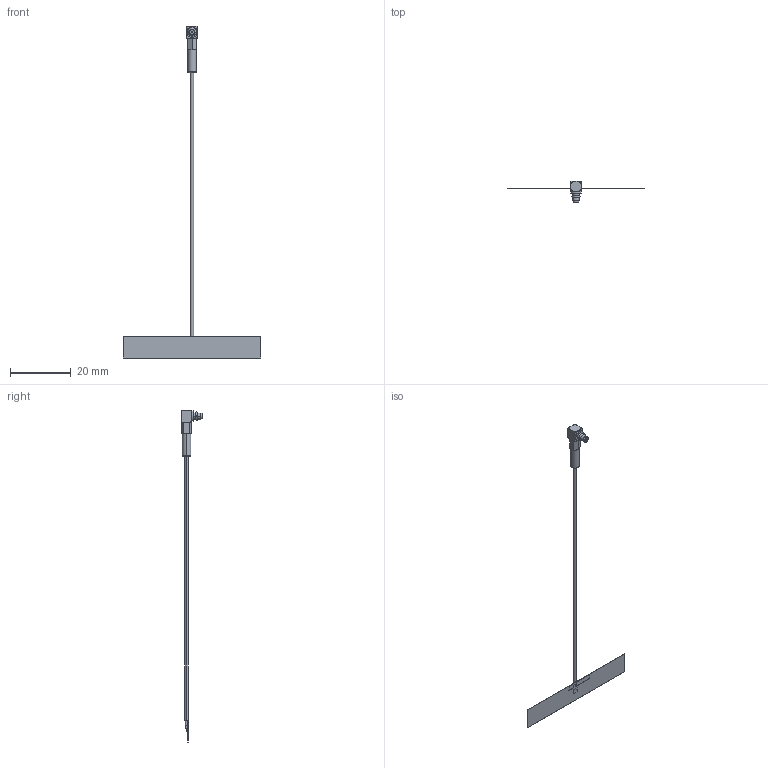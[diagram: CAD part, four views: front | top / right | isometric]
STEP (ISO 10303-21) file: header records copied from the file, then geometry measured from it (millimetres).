
FILE_DESCRIPTION (( 'STEP AP214' ), '1' );
FILE_NAME ('ANT-2.4-FPC-LH100MX.STEP', '2023-01-11T00:33:08', ( '' ), ( '' ), 'SwSTEP 2.0', 'SolidWorks 2021', '' );
FILE_SCHEMA (( 'AUTOMOTIVE_DESIGN' ));
Length unit declared in the file: millimetre
Products named in the file (3): ANT-2.4-FPC-LH(LV)_LH; MMCX; ANT-2.4-FPC-LH100MX
Assembly tree (2 placements, depth 2):
  ANT-2.4-FPC-LH100MX
    ANT-2.4-FPC-LH(LV)_LH
    MMCX
Bounding box: 45.2 x 7.1 x 109.2 mm (x, y, z)
Volume: 255.6 mm3; surface area: 1262 mm2
Topology: 11 solids, 11 shells, 112 faces, 235 edges, 152 vertices
Faces by surface type: plane 72, cylinder 24, torus 12, cone 4
Entity records: 3259 total; most frequent: CARTESIAN_POINT 638, DIRECTION 514, ORIENTED_EDGE 470, EDGE_CURVE 235, AXIS2_PLACEMENT_3D 184, VERTEX_POINT 152, LINE 146, VECTOR 146
